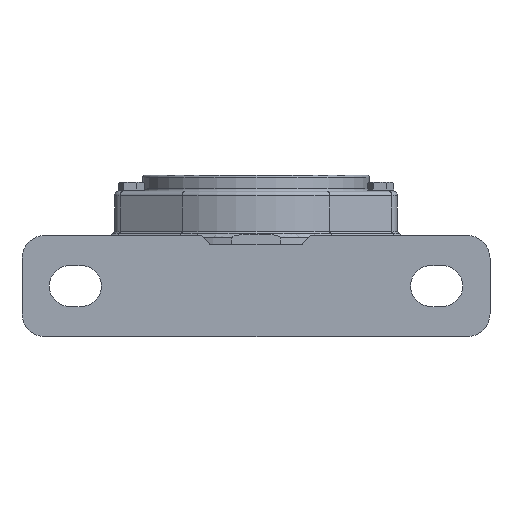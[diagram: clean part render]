
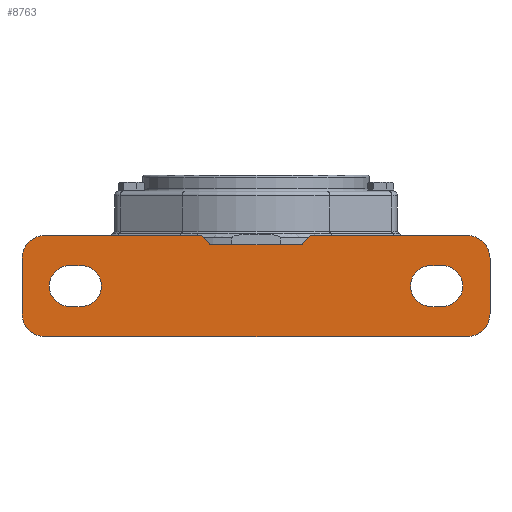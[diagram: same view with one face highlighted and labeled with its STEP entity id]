
A CAD part, front view. The second image highlights one B-rep face of the part: STEP entity #8763.
In plain terms, the highlighted planar face has unit normal (0, -1, 0).
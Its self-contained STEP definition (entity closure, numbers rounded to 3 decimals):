
#265=FACE_BOUND('',#1559,.T.);
#266=FACE_BOUND('',#1560,.T.);
#406=PLANE('',#9768);
#1006=FACE_OUTER_BOUND('',#1558,.T.);
#1558=EDGE_LOOP('',(#7135,#7136,#7137,#7138,#7139,#7140,#7141,#7142,#7143,
#7144,#7145,#7146));
#1559=EDGE_LOOP('',(#7147,#7148,#7149,#7150));
#1560=EDGE_LOOP('',(#7151,#7152,#7153,#7154));
#1960=LINE('',#14692,#2489);
#2012=LINE('',#15016,#2541);
#2016=LINE('',#15592,#2545);
#2021=LINE('',#15607,#2550);
#2022=LINE('',#15610,#2551);
#2023=LINE('',#15614,#2552);
#2024=LINE('',#15615,#2553);
#2025=LINE('',#15616,#2554);
#2026=LINE('',#15619,#2555);
#2027=LINE('',#15623,#2556);
#2028=LINE('',#15627,#2557);
#2029=LINE('',#15631,#2558);
#2489=VECTOR('',#11630,10.);
#2541=VECTOR('',#11894,10.);
#2545=VECTOR('',#11948,10.);
#2550=VECTOR('',#11965,10.);
#2551=VECTOR('',#11968,10.);
#2552=VECTOR('',#11971,10.);
#2553=VECTOR('',#11972,10.);
#2554=VECTOR('',#11973,10.);
#2555=VECTOR('',#11974,10.);
#2556=VECTOR('',#11977,10.);
#2557=VECTOR('',#11980,10.);
#2558=VECTOR('',#11983,10.);
#3259=CIRCLE('',#9760,10.);
#3261=CIRCLE('',#9764,10.);
#3262=CIRCLE('',#9766,10.);
#3263=CIRCLE('',#9769,10.);
#3264=CIRCLE('',#9770,9.);
#3265=CIRCLE('',#9771,9.);
#3266=CIRCLE('',#9772,9.);
#3267=CIRCLE('',#9773,9.);
#3832=VERTEX_POINT('',#14689);
#3833=VERTEX_POINT('',#14691);
#3923=VERTEX_POINT('',#15014);
#3932=VERTEX_POINT('',#15585);
#3933=VERTEX_POINT('',#15587);
#3934=VERTEX_POINT('',#15591);
#3936=VERTEX_POINT('',#15597);
#3937=VERTEX_POINT('',#15601);
#3938=VERTEX_POINT('',#15603);
#3939=VERTEX_POINT('',#15609);
#3940=VERTEX_POINT('',#15611);
#3941=VERTEX_POINT('',#15613);
#3942=VERTEX_POINT('',#15617);
#3943=VERTEX_POINT('',#15618);
#3944=VERTEX_POINT('',#15620);
#3945=VERTEX_POINT('',#15622);
#3946=VERTEX_POINT('',#15625);
#3947=VERTEX_POINT('',#15626);
#3948=VERTEX_POINT('',#15628);
#3949=VERTEX_POINT('',#15630);
#4886=EDGE_CURVE('',#3833,#3832,#1960,.T.);
#5016=EDGE_CURVE('',#3923,#3832,#2012,.T.);
#5044=EDGE_CURVE('',#3932,#3933,#3259,.T.);
#5046=EDGE_CURVE('',#3934,#3933,#2016,.T.);
#5049=EDGE_CURVE('',#3934,#3936,#3261,.T.);
#5052=EDGE_CURVE('',#3937,#3938,#3262,.T.);
#5054=EDGE_CURVE('',#3938,#3923,#2021,.T.);
#5055=EDGE_CURVE('',#3939,#3932,#2022,.T.);
#5056=EDGE_CURVE('',#3940,#3939,#3263,.T.);
#5057=EDGE_CURVE('',#3941,#3940,#2023,.T.);
#5058=EDGE_CURVE('',#3833,#3941,#2024,.T.);
#5059=EDGE_CURVE('',#3937,#3936,#2025,.T.);
#5060=EDGE_CURVE('',#3942,#3943,#2026,.T.);
#5061=EDGE_CURVE('',#3943,#3944,#3264,.T.);
#5062=EDGE_CURVE('',#3944,#3945,#2027,.T.);
#5063=EDGE_CURVE('',#3945,#3942,#3265,.T.);
#5064=EDGE_CURVE('',#3946,#3947,#2028,.T.);
#5065=EDGE_CURVE('',#3947,#3948,#3266,.T.);
#5066=EDGE_CURVE('',#3948,#3949,#2029,.T.);
#5067=EDGE_CURVE('',#3949,#3946,#3267,.T.);
#7135=ORIENTED_EDGE('',*,*,#5044,.F.);
#7136=ORIENTED_EDGE('',*,*,#5055,.F.);
#7137=ORIENTED_EDGE('',*,*,#5056,.F.);
#7138=ORIENTED_EDGE('',*,*,#5057,.F.);
#7139=ORIENTED_EDGE('',*,*,#5058,.F.);
#7140=ORIENTED_EDGE('',*,*,#4886,.T.);
#7141=ORIENTED_EDGE('',*,*,#5016,.F.);
#7142=ORIENTED_EDGE('',*,*,#5054,.F.);
#7143=ORIENTED_EDGE('',*,*,#5052,.F.);
#7144=ORIENTED_EDGE('',*,*,#5059,.T.);
#7145=ORIENTED_EDGE('',*,*,#5049,.F.);
#7146=ORIENTED_EDGE('',*,*,#5046,.T.);
#7147=ORIENTED_EDGE('',*,*,#5060,.T.);
#7148=ORIENTED_EDGE('',*,*,#5061,.T.);
#7149=ORIENTED_EDGE('',*,*,#5062,.T.);
#7150=ORIENTED_EDGE('',*,*,#5063,.T.);
#7151=ORIENTED_EDGE('',*,*,#5064,.T.);
#7152=ORIENTED_EDGE('',*,*,#5065,.T.);
#7153=ORIENTED_EDGE('',*,*,#5066,.T.);
#7154=ORIENTED_EDGE('',*,*,#5067,.T.);
#8763=ADVANCED_FACE('',(#1006,#265,#266),#406,.T.);
#9760=AXIS2_PLACEMENT_3D('',#15588,#11943,#11944);
#9764=AXIS2_PLACEMENT_3D('',#15598,#11954,#11955);
#9766=AXIS2_PLACEMENT_3D('',#15604,#11960,#11961);
#9768=AXIS2_PLACEMENT_3D('',#15608,#11966,#11967);
#9769=AXIS2_PLACEMENT_3D('',#15612,#11969,#11970);
#9770=AXIS2_PLACEMENT_3D('',#15621,#11975,#11976);
#9771=AXIS2_PLACEMENT_3D('',#15624,#11978,#11979);
#9772=AXIS2_PLACEMENT_3D('',#15629,#11981,#11982);
#9773=AXIS2_PLACEMENT_3D('',#15632,#11984,#11985);
#11630=DIRECTION('',(-1.,0.,0.));
#11894=DIRECTION('',(0.701,0.,-0.713));
#11943=DIRECTION('center_axis',(0.,1.,0.));
#11944=DIRECTION('ref_axis',(0.707,0.,-0.707));
#11948=DIRECTION('',(1.,0.,0.));
#11954=DIRECTION('center_axis',(0.,1.,0.));
#11955=DIRECTION('ref_axis',(-0.707,0.,-0.707));
#11960=DIRECTION('center_axis',(0.,1.,0.));
#11961=DIRECTION('ref_axis',(-0.707,0.,0.707));
#11965=DIRECTION('',(1.,0.,0.));
#11966=DIRECTION('center_axis',(0.,-1.,0.));
#11967=DIRECTION('ref_axis',(0.,0.,-1.));
#11968=DIRECTION('',(0.,0.,-1.));
#11969=DIRECTION('center_axis',(0.,1.,0.));
#11970=DIRECTION('ref_axis',(0.707,0.,0.707));
#11971=DIRECTION('',(1.,0.,0.));
#11972=DIRECTION('',(0.701,0.,0.713));
#11973=DIRECTION('',(0.,0.,-1.));
#11974=DIRECTION('',(1.,0.,0.));
#11975=DIRECTION('center_axis',(0.,1.,0.));
#11976=DIRECTION('ref_axis',(0.,0.,-1.));
#11977=DIRECTION('',(-1.,0.,0.));
#11978=DIRECTION('center_axis',(0.,1.,0.));
#11979=DIRECTION('ref_axis',(0.,0.,1.));
#11980=DIRECTION('',(1.,0.,0.));
#11981=DIRECTION('center_axis',(0.,1.,0.));
#11982=DIRECTION('ref_axis',(0.,0.,-1.));
#11983=DIRECTION('',(-1.,0.,0.));
#11984=DIRECTION('center_axis',(0.,1.,0.));
#11985=DIRECTION('ref_axis',(0.,0.,1.));
#14689=CARTESIAN_POINT('',(-19.946,-57.2,-4.));
#14691=CARTESIAN_POINT('',(19.946,-57.2,-4.));
#14692=CARTESIAN_POINT('',(-51.5,-57.2,-4.));
#15014=CARTESIAN_POINT('',(-23.875,-57.2,0.));
#15016=CARTESIAN_POINT('',(-48.19,-57.2,24.754));
#15585=CARTESIAN_POINT('',(103.,-57.2,-34.5));
#15587=CARTESIAN_POINT('',(93.,-57.2,-44.5));
#15588=CARTESIAN_POINT('Origin',(93.,-57.2,-34.5));
#15591=CARTESIAN_POINT('',(-93.,-57.2,-44.5));
#15592=CARTESIAN_POINT('',(-103.,-57.2,-44.5));
#15597=CARTESIAN_POINT('',(-103.,-57.2,-34.5));
#15598=CARTESIAN_POINT('Origin',(-93.,-57.2,-34.5));
#15601=CARTESIAN_POINT('',(-103.,-57.2,-10.));
#15603=CARTESIAN_POINT('',(-93.,-57.2,0.));
#15604=CARTESIAN_POINT('Origin',(-93.,-57.2,-10.));
#15607=CARTESIAN_POINT('',(-103.,-57.2,0.));
#15608=CARTESIAN_POINT('Origin',(-103.,-57.2,0.));
#15609=CARTESIAN_POINT('',(103.,-57.2,-10.));
#15610=CARTESIAN_POINT('',(103.,-57.2,0.));
#15611=CARTESIAN_POINT('',(93.,-57.2,0.));
#15612=CARTESIAN_POINT('Origin',(93.,-57.2,-10.));
#15613=CARTESIAN_POINT('',(23.875,-57.2,0.));
#15614=CARTESIAN_POINT('',(-103.,-57.2,0.));
#15615=CARTESIAN_POINT('',(-7.998,-57.2,-32.449));
#15616=CARTESIAN_POINT('',(-103.,-57.2,0.));
#15617=CARTESIAN_POINT('',(77.,-57.2,-13.25));
#15618=CARTESIAN_POINT('',(82.,-57.2,-13.25));
#15619=CARTESIAN_POINT('',(-10.5,-57.2,-13.25));
#15620=CARTESIAN_POINT('',(82.,-57.2,-31.25));
#15621=CARTESIAN_POINT('Origin',(82.,-57.2,-22.25));
#15622=CARTESIAN_POINT('',(77.,-57.2,-31.25));
#15623=CARTESIAN_POINT('',(-13.,-57.2,-31.25));
#15624=CARTESIAN_POINT('Origin',(77.,-57.2,-22.25));
#15625=CARTESIAN_POINT('',(-82.,-57.2,-13.25));
#15626=CARTESIAN_POINT('',(-77.,-57.2,-13.25));
#15627=CARTESIAN_POINT('',(-90.,-57.2,-13.25));
#15628=CARTESIAN_POINT('',(-77.,-57.2,-31.25));
#15629=CARTESIAN_POINT('Origin',(-77.,-57.2,-22.25));
#15630=CARTESIAN_POINT('',(-82.,-57.2,-31.25));
#15631=CARTESIAN_POINT('',(-92.5,-57.2,-31.25));
#15632=CARTESIAN_POINT('Origin',(-82.,-57.2,-22.25));
